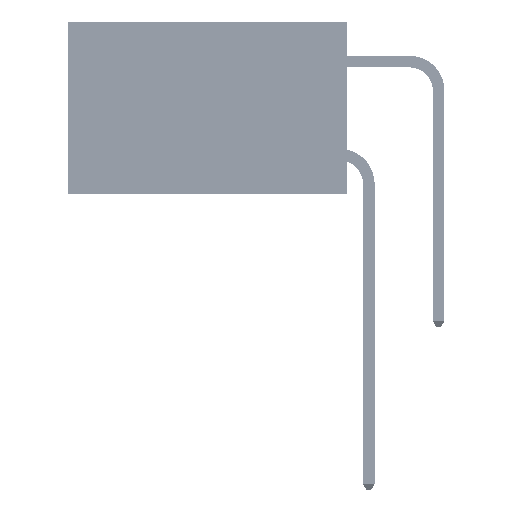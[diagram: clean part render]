
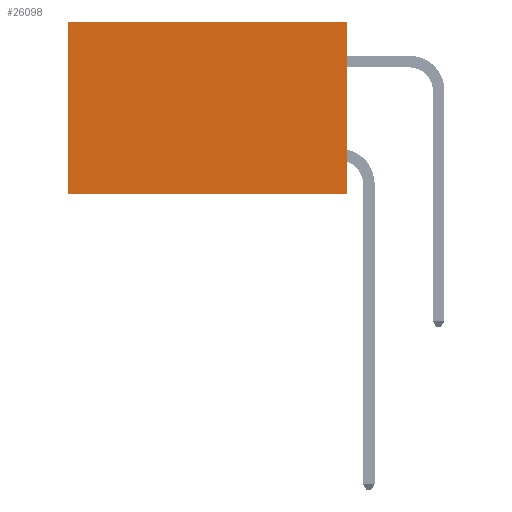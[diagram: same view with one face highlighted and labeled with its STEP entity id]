
A CAD part, left-side view. The second image highlights one B-rep face of the part: STEP entity #26098.
In plain terms, the highlighted planar face has unit normal (-1, 0, 0).
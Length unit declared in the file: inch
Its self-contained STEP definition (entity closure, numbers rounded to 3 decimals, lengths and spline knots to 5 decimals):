
#1865 = CARTESIAN_POINT ( 'NONE',  ( 0.2875, 0., 0. ) ) ;
#3777 = VECTOR ( 'NONE', #23083, 39.37008 ) ;
#5617 = DIRECTION ( 'NONE',  ( 0., 1., 0. ) ) ;
#7334 = LINE ( 'NONE', #1865, #12412 ) ;
#9442 = EDGE_CURVE ( 'NONE', #19529, #43903, #32885, .T. ) ;
#11159 = CARTESIAN_POINT ( 'NONE',  ( 0.2875, 0., 0. ) ) ;
#11279 = CARTESIAN_POINT ( 'NONE',  ( 0.2875, 0.6, 0. ) ) ;
#12122 = CARTESIAN_POINT ( 'NONE',  ( 0.2875, 0., 0. ) ) ;
#12173 = EDGE_CURVE ( 'NONE', #22576, #19529, #7334, .T. ) ;
#12412 = VECTOR ( 'NONE', #18358, 39.37008 ) ;
#12448 = CARTESIAN_POINT ( 'NONE',  ( 0.2875, 0.6, 0. ) ) ;
#18289 = EDGE_LOOP ( 'NONE', ( #19004, #41586, #33169, #28027 ) ) ;
#18358 = DIRECTION ( 'NONE',  ( 0., 0., -1. ) ) ;
#19004 = ORIENTED_EDGE ( 'NONE', *, *, #42352, .T. ) ;
#19529 = VERTEX_POINT ( 'NONE', #52482 ) ;
#20120 = DIRECTION ( 'NONE',  ( 1., 0., 0. ) ) ;
#20922 = CARTESIAN_POINT ( 'NONE',  ( 0.2875, 0.6, -0.37 ) ) ;
#21382 = CARTESIAN_POINT ( 'NONE',  ( 0.2875, 0., 0. ) ) ;
#22576 = VERTEX_POINT ( 'NONE', #11159 ) ;
#23083 = DIRECTION ( 'NONE',  ( 0., 1., 0. ) ) ;
#24507 = PLANE ( 'NONE',  #30739 ) ;
#26098 = ADVANCED_FACE ( 'NONE', ( #43314 ), #24507, .F. ) ;
#27399 = VECTOR ( 'NONE', #43173, 39.37008 ) ;
#28027 = ORIENTED_EDGE ( 'NONE', *, *, #47142, .T. ) ;
#30739 = AXIS2_PLACEMENT_3D ( 'NONE', #12122, #20120, #40438 ) ;
#32885 = LINE ( 'NONE', #39166, #3777 ) ;
#33169 = ORIENTED_EDGE ( 'NONE', *, *, #12173, .F. ) ;
#35619 = LINE ( 'NONE', #11279, #27399 ) ;
#37821 = LINE ( 'NONE', #21382, #41628 ) ;
#39166 = CARTESIAN_POINT ( 'NONE',  ( 0.2875, 0., -0.37 ) ) ;
#40438 = DIRECTION ( 'NONE',  ( 0., 0., -1. ) ) ;
#41586 = ORIENTED_EDGE ( 'NONE', *, *, #9442, .F. ) ;
#41628 = VECTOR ( 'NONE', #5617, 39.37008 ) ;
#42352 = EDGE_CURVE ( 'NONE', #45674, #43903, #35619, .T. ) ;
#43173 = DIRECTION ( 'NONE',  ( 0., 0., -1. ) ) ;
#43314 = FACE_OUTER_BOUND ( 'NONE', #18289, .T. ) ;
#43903 = VERTEX_POINT ( 'NONE', #20922 ) ;
#45674 = VERTEX_POINT ( 'NONE', #12448 ) ;
#47142 = EDGE_CURVE ( 'NONE', #22576, #45674, #37821, .T. ) ;
#52482 = CARTESIAN_POINT ( 'NONE',  ( 0.2875, 0., -0.37 ) ) ;
